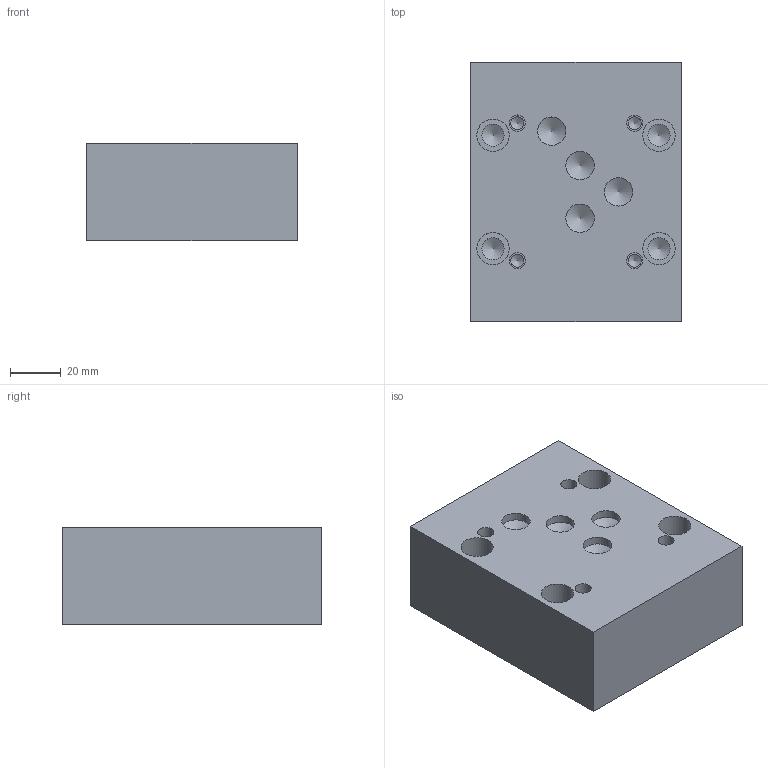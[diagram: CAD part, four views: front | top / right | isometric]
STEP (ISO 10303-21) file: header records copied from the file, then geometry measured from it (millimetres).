
FILE_DESCRIPTION(/* description */ (''),/* implementation_level */ '2;1');
FILE_NAME(/* name */ '_D05S04VAAB.stp',/* time_stamp */ '2020-09-24T16:50:43-04:00',/* author */ ('DEVONN'),/* organization */ (''),/* preprocessor_version */ 'ST-DEVELOPER v17',/* originating_system */ 'Autodesk Inventor 2019',/* authorisation */ '');
FILE_SCHEMA (('AUTOMOTIVE_DESIGN { 1 0 10303 214 3 1 1 }'));
Length unit declared in the file: millimetre
Products named in the file (1): Part_DD05S04VAAB.C21855R4_3D
Bounding box: 82.55 x 101.6 x 38.1 mm (x, y, z)
Volume: 306184.7 mm3; surface area: 36396.1 mm2
Topology: 1 solids, 1 shells, 395 faces, 1086 edges, 735 vertices
Faces by surface type: plane 258, bspline 83, cylinder 33, cone 21
Full cylindrical faces by diameter (mm): 2.388 x1, 5.105 x4, 6.35 x4, 7.925 x4, 8.738 x8, 11.125 x4, 12.7 x4, 14.275 x4
Entity records: 13189 total; most frequent: CARTESIAN_POINT 3275, ORIENTED_EDGE 2130, DIRECTION 1645, EDGE_CURVE 1065, LINE 779, VECTOR 779, VERTEX_POINT 735, EDGE_LOOP 458
